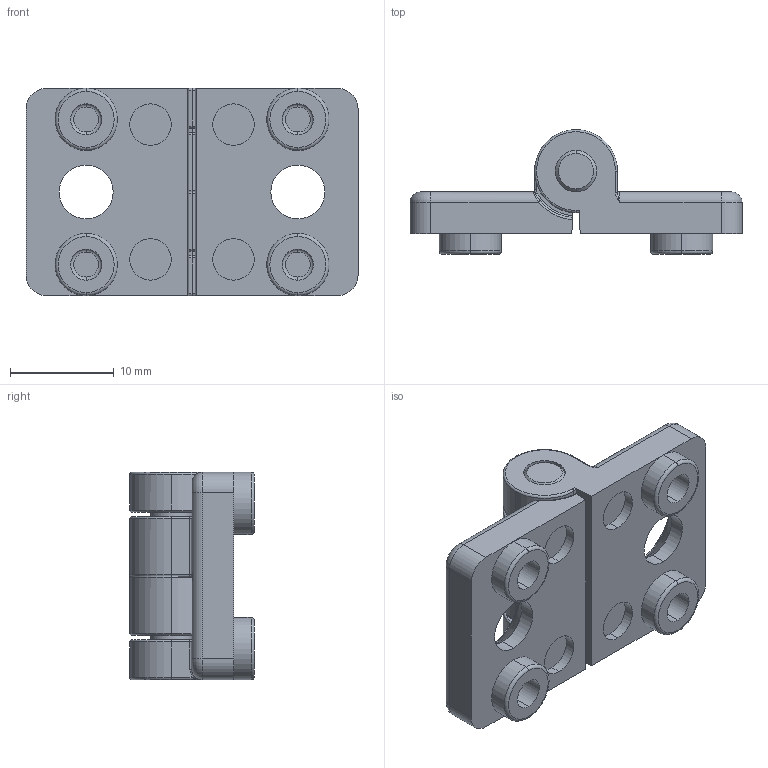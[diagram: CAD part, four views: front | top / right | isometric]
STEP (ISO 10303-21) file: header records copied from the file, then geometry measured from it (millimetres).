
FILE_DESCRIPTION (( 'STEP AP214' ), '1' );
FILE_NAME ('095022f06.STEP', '2014-08-14T06:22:46', ( '' ), ( '' ), 'SwSTEP 2.0', 'SolidWorks 2014', '' );
FILE_SCHEMA (( 'AUTOMOTIVE_DESIGN' ));
Length unit declared in the file: millimetre
Products named in the file (3): 095022f06; 095022-01_095 022.01; 095022r_095 022 f06 r
Assembly tree (3 placements, depth 2):
  095022f06
    095022r_095 022 f06 r  x2
    095022-01_095 022.01
Bounding box: 32 x 12 x 20 mm (x, y, z)
Volume: 3003.1 mm3; surface area: 3174.7 mm2
Topology: 3 solids, 3 shells, 263 faces, 629 edges, 376 vertices
Faces by surface type: cylinder 98, plane 80, torus 46, cone 29, bspline 10
Entity records: 5236 total; most frequent: CARTESIAN_POINT 1296, ORIENTED_EDGE 812, DIRECTION 805, EDGE_CURVE 406, AXIS2_PLACEMENT_3D 335, VERTEX_POINT 242, EDGE_LOOP 180, FACE_OUTER_BOUND 171
